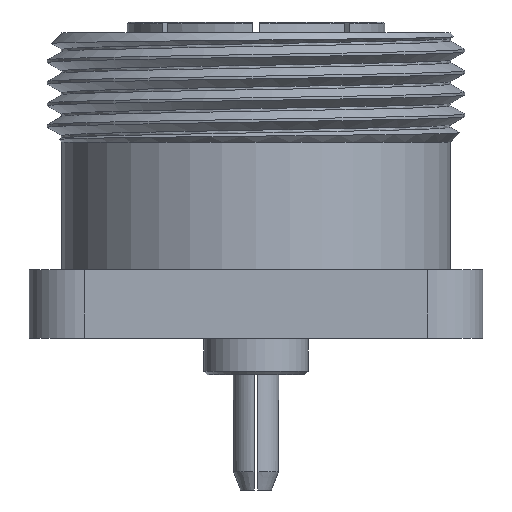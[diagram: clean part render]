
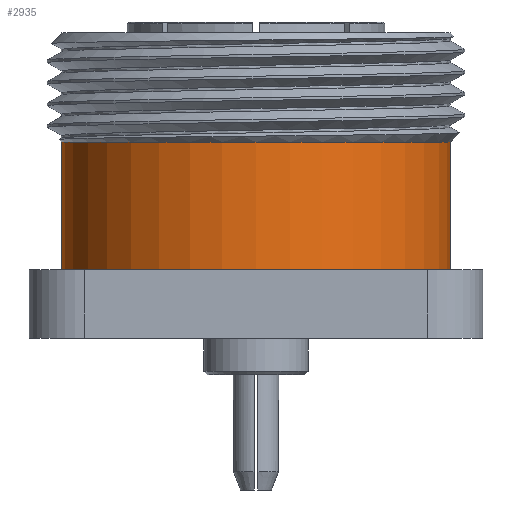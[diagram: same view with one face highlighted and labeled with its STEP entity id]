
A CAD part, front view. The second image highlights one B-rep face of the part: STEP entity #2935.
In plain terms, the highlighted cylindrical face has radius 13.5 mm (diameter 27 mm), a partial arc.
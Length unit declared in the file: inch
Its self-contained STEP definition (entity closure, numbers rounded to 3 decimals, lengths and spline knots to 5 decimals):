
#23 = CYLINDRICAL_SURFACE ( 'NONE', #612, 0.5315 ) ;
#87 = VERTEX_POINT ( 'NONE', #4571 ) ;
#285 = DIRECTION ( 'NONE',  ( 0., 0., -1. ) ) ;
#388 = VECTOR ( 'NONE', #1121, 39.37008 ) ;
#612 = AXIS2_PLACEMENT_3D ( 'NONE', #5736, #2906, #1908 ) ;
#650 = VERTEX_POINT ( 'NONE', #2207 ) ;
#1042 = CIRCLE ( 'NONE', #4675, 0.5315 ) ;
#1121 = DIRECTION ( 'NONE',  ( 0., 0., 1. ) ) ;
#1285 = VECTOR ( 'NONE', #3386, 39.37008 ) ;
#1309 = VERTEX_POINT ( 'NONE', #2348 ) ;
#1665 = ORIENTED_EDGE ( 'NONE', *, *, #3393, .T. ) ;
#1815 = EDGE_CURVE ( 'NONE', #5070, #1309, #5313, .T. ) ;
#1869 = FACE_OUTER_BOUND ( 'NONE', #5183, .T. ) ;
#1908 = DIRECTION ( 'NONE',  ( 1., 0., 0. ) ) ;
#2207 = CARTESIAN_POINT ( 'NONE',  ( 0.5315, 0., -0.647 ) ) ;
#2270 = LINE ( 'NONE', #2915, #1285 ) ;
#2348 = CARTESIAN_POINT ( 'NONE',  ( -0.5315, 0., -0.29858 ) ) ;
#2381 = DIRECTION ( 'NONE',  ( 0., 0., -1. ) ) ;
#2698 = EDGE_CURVE ( 'NONE', #650, #87, #1042, .T. ) ;
#2906 = DIRECTION ( 'NONE',  ( 0., 0., 1. ) ) ;
#2915 = CARTESIAN_POINT ( 'NONE',  ( -0.5315, 0., -1.29921 ) ) ;
#2935 = ADVANCED_FACE ( 'NONE', ( #1869 ), #23, .T. ) ;
#3191 = ORIENTED_EDGE ( 'NONE', *, *, #5402, .F. ) ;
#3296 = AXIS2_PLACEMENT_3D ( 'NONE', #3297, #2381, #4768 ) ;
#3297 = CARTESIAN_POINT ( 'NONE',  ( 0., 0., -0.29858 ) ) ;
#3386 = DIRECTION ( 'NONE',  ( 0., 0., 1. ) ) ;
#3393 = EDGE_CURVE ( 'NONE', #650, #5070, #3710, .T. ) ;
#3710 = LINE ( 'NONE', #4947, #388 ) ;
#4061 = CARTESIAN_POINT ( 'NONE',  ( 0.5315, 0., -0.29858 ) ) ;
#4571 = CARTESIAN_POINT ( 'NONE',  ( -0.5315, 0., -0.647 ) ) ;
#4614 = DIRECTION ( 'NONE',  ( -1., 0., 0. ) ) ;
#4636 = CARTESIAN_POINT ( 'NONE',  ( 0., 0., -0.647 ) ) ;
#4675 = AXIS2_PLACEMENT_3D ( 'NONE', #4636, #285, #4614 ) ;
#4768 = DIRECTION ( 'NONE',  ( 1., 0., 0. ) ) ;
#4831 = ORIENTED_EDGE ( 'NONE', *, *, #2698, .F. ) ;
#4947 = CARTESIAN_POINT ( 'NONE',  ( 0.5315, 0., -1.29921 ) ) ;
#5070 = VERTEX_POINT ( 'NONE', #4061 ) ;
#5183 = EDGE_LOOP ( 'NONE', ( #3191, #4831, #1665, #5355 ) ) ;
#5313 = CIRCLE ( 'NONE', #3296, 0.5315 ) ;
#5355 = ORIENTED_EDGE ( 'NONE', *, *, #1815, .T. ) ;
#5402 = EDGE_CURVE ( 'NONE', #87, #1309, #2270, .T. ) ;
#5736 = CARTESIAN_POINT ( 'NONE',  ( 0., 0., -1.29921 ) ) ;
